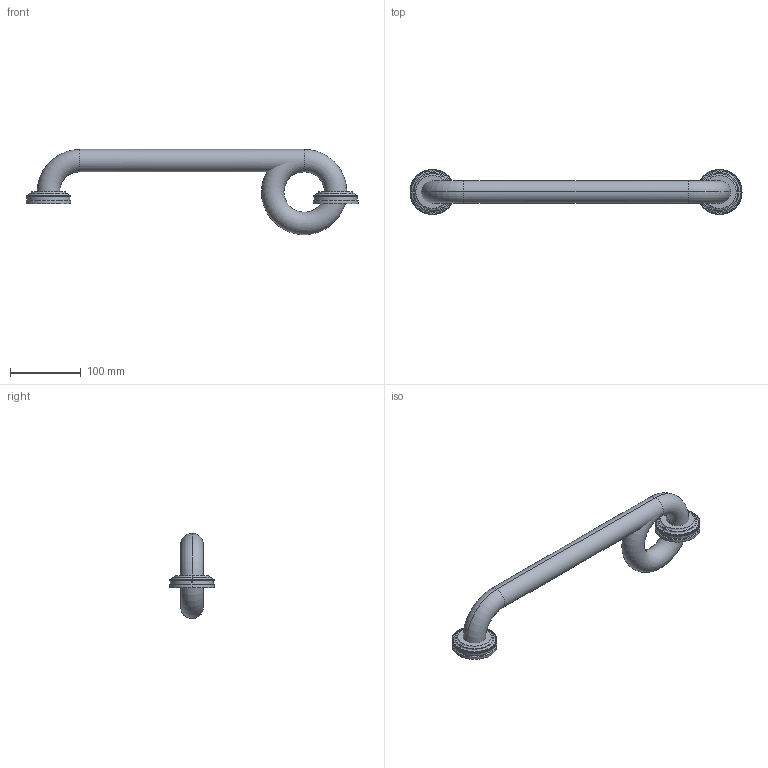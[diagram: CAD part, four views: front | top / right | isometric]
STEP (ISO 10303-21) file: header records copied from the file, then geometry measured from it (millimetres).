
FILE_DESCRIPTION((''),'2;1');
FILE_NAME('29-36_WEB','2010-07-06T',('gdeepak'),(''),'PRO/ENGINEER BY PARAMETRIC TECHNOLOGY CORPORATION, 2009300','PRO/ENGINEER BY PARAMETRIC TECHNOLOGY CORPORATION, 2009300','');
FILE_SCHEMA(('CONFIG_CONTROL_DESIGN'));
Products named in the file (1): 29-36_WEB
Bounding box: 469.9 x 63.5 x 120.43 mm (x, y, z)
Surface area: 126592.9 mm2 (no closed solid volume)
Topology: 0 solids, 0 shells, 924 faces, 5826 edges, 5824 vertices
Faces by surface type: bspline 912, torus 12
Entity records: 215511 total; most frequent: CARTESIAN_POINT 160178, DIRECTION 9172, TRIMMED_CURVE 8372, VECTOR 7596, LINE 7596, DEFINITIONAL_REPRESENTATION 5822, PCURVE 5822, COMPOSITE_CURVE_SEGMENT 5822
